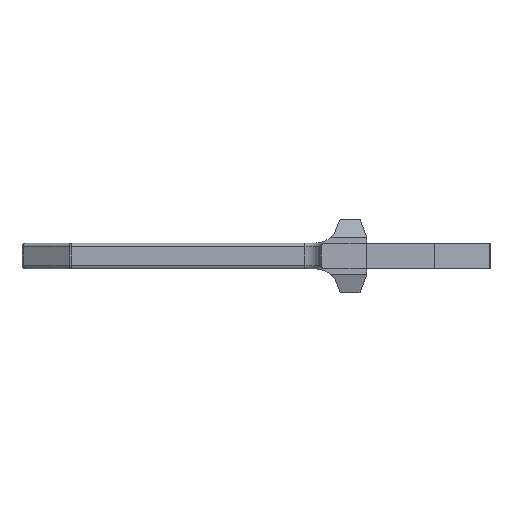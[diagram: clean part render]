
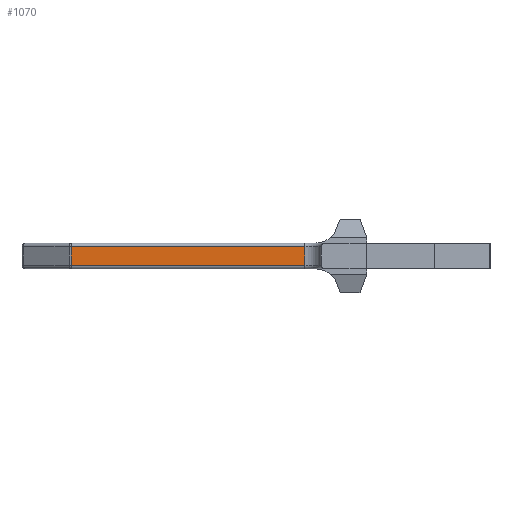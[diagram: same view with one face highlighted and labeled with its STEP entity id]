
A CAD part, left-side view. The second image highlights one B-rep face of the part: STEP entity #1070.
In plain terms, the highlighted planar face has unit normal (-1, 0, 0).
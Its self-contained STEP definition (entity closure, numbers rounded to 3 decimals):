
#246 = FACE_OUTER_BOUND ( 'NONE', #1694, .T. ) ;
#430 = LINE ( 'NONE', #965, #441 ) ;
#436 = LINE ( 'NONE', #969, #439 ) ;
#439 = VECTOR ( 'NONE', #891, 1000. ) ;
#440 = LINE ( 'NONE', #924, #443 ) ;
#441 = VECTOR ( 'NONE', #923, 1000. ) ;
#442 = LINE ( 'NONE', #948, #445 ) ;
#443 = VECTOR ( 'NONE', #880, 1000. ) ;
#445 = VECTOR ( 'NONE', #932, 1000. ) ;
#648 = CARTESIAN_POINT ( 'NONE',  ( 0., 1.779, 0.65 ) ) ;
#702 = CARTESIAN_POINT ( 'NONE',  ( 0., 8.568, 0.1 ) ) ;
#745 = CARTESIAN_POINT ( 'NONE',  ( 0., 8.568, 0.65 ) ) ;
#880 = DIRECTION ( 'NONE',  ( 0., 0., -1. ) ) ;
#891 = DIRECTION ( 'NONE',  ( 0., 0., -1. ) ) ;
#923 = DIRECTION ( 'NONE',  ( 0., -1., 0. ) ) ;
#924 = CARTESIAN_POINT ( 'NONE',  ( 0., 1.779, 0.75 ) ) ;
#932 = DIRECTION ( 'NONE',  ( 0., 1., 0. ) ) ;
#948 = CARTESIAN_POINT ( 'NONE',  ( 0., 8.6, 0.65 ) ) ;
#965 = CARTESIAN_POINT ( 'NONE',  ( 0., 0., 0.1 ) ) ;
#969 = CARTESIAN_POINT ( 'NONE',  ( 0., 8.568, 0.75 ) ) ;
#1070 = ADVANCED_FACE ( 'NONE', ( #246 ), #2362, .F. ) ;
#1135 = AXIS2_PLACEMENT_3D ( 'NONE', #2523, #2535, #2349 ) ;
#1165 = ORIENTED_EDGE ( 'NONE', *, *, #2119, .T. ) ;
#1187 = ORIENTED_EDGE ( 'NONE', *, *, #2121, .F. ) ;
#1239 = ORIENTED_EDGE ( 'NONE', *, *, #2120, .T. ) ;
#1240 = ORIENTED_EDGE ( 'NONE', *, *, #2122, .T. ) ;
#1262 = VERTEX_POINT ( 'NONE', #2514 ) ;
#1308 = VERTEX_POINT ( 'NONE', #648 ) ;
#1317 = VERTEX_POINT ( 'NONE', #745 ) ;
#1357 = VERTEX_POINT ( 'NONE', #702 ) ;
#1694 = EDGE_LOOP ( 'NONE', ( #1165, #1239, #1187, #1240 ) ) ;
#2119 = EDGE_CURVE ( 'NONE', #1317, #1357, #436, .T. ) ;
#2120 = EDGE_CURVE ( 'NONE', #1357, #1262, #430, .T. ) ;
#2121 = EDGE_CURVE ( 'NONE', #1308, #1262, #440, .T. ) ;
#2122 = EDGE_CURVE ( 'NONE', #1308, #1317, #442, .T. ) ;
#2349 = DIRECTION ( 'NONE',  ( 0., 0., -1. ) ) ;
#2362 = PLANE ( 'NONE',  #1135 ) ;
#2514 = CARTESIAN_POINT ( 'NONE',  ( 0., 1.779, 0.1 ) ) ;
#2523 = CARTESIAN_POINT ( 'NONE',  ( 0., 0., 0.75 ) ) ;
#2535 = DIRECTION ( 'NONE',  ( 1., 0., 0. ) ) ;
